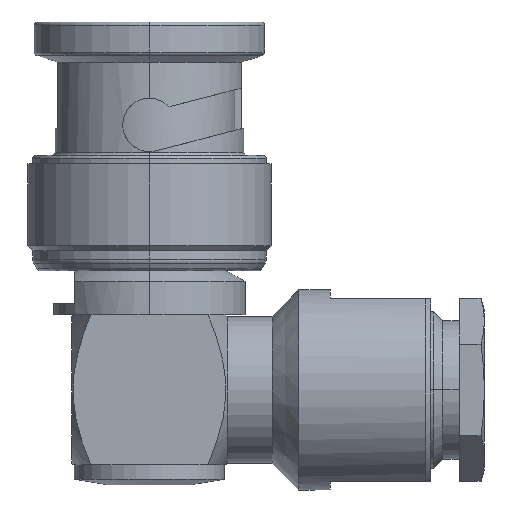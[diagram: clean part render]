
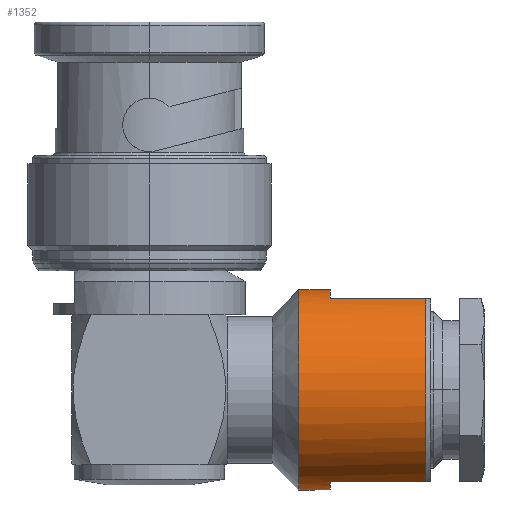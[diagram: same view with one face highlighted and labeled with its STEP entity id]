
A CAD part, left-side view. The second image highlights one B-rep face of the part: STEP entity #1352.
In plain terms, the highlighted cylindrical face has radius 6 mm (diameter 12 mm), a partial arc.
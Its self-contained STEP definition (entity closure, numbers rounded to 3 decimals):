
#131 = AXIS2_PLACEMENT_3D ( 'NONE', #16858, #8283, #18278 ) ;
#678 = CARTESIAN_POINT ( 'NONE',  ( 0., 5.35, -21.2 ) ) ;
#744 = DIRECTION ( 'NONE',  ( 0., 1., 0. ) ) ;
#1352 = ADVANCED_FACE ( 'NONE', ( #15836 ), #14280, .T. ) ;
#1415 = LINE ( 'NONE', #8388, #14146 ) ;
#2041 = ORIENTED_EDGE ( 'NONE', *, *, #14314, .F. ) ;
#2141 = ORIENTED_EDGE ( 'NONE', *, *, #10613, .F. ) ;
#2156 = CARTESIAN_POINT ( 'NONE',  ( -2.421, -10.85, -15.71 ) ) ;
#2996 = VERTEX_POINT ( 'NONE', #7194 ) ;
#3170 = VERTEX_POINT ( 'NONE', #8889 ) ;
#3434 = DIRECTION ( 'NONE',  ( 0., 0., 1. ) ) ;
#3538 = DIRECTION ( 'NONE',  ( 0., 1., 0. ) ) ;
#3650 = CIRCLE ( 'NONE', #6089, 6. ) ;
#4482 = DIRECTION ( 'NONE',  ( 0., 0., -1. ) ) ;
#4573 = EDGE_CURVE ( 'NONE', #6807, #2996, #1415, .T. ) ;
#4590 = LINE ( 'NONE', #8328, #7488 ) ;
#4669 = DIRECTION ( 'NONE',  ( 0., -1., 0. ) ) ;
#5344 = ORIENTED_EDGE ( 'NONE', *, *, #16718, .F. ) ;
#5785 = ORIENTED_EDGE ( 'NONE', *, *, #13878, .F. ) ;
#6089 = AXIS2_PLACEMENT_3D ( 'NONE', #11673, #10215, #4482 ) ;
#6539 = CARTESIAN_POINT ( 'NONE',  ( -2.421, -16.55, -26.69 ) ) ;
#6807 = VERTEX_POINT ( 'NONE', #8314 ) ;
#6910 = VECTOR ( 'NONE', #4669, 1000. ) ;
#7000 = CIRCLE ( 'NONE', #10675, 6. ) ;
#7194 = CARTESIAN_POINT ( 'NONE',  ( 0., -8.95, -15.2 ) ) ;
#7412 = CARTESIAN_POINT ( 'NONE',  ( -2.421, -10.85, -26.69 ) ) ;
#7488 = VECTOR ( 'NONE', #11208, 1000. ) ;
#7502 = VERTEX_POINT ( 'NONE', #2156 ) ;
#7572 = VERTEX_POINT ( 'NONE', #6539 ) ;
#7791 = ORIENTED_EDGE ( 'NONE', *, *, #15418, .T. ) ;
#8283 = DIRECTION ( 'NONE',  ( 0., -1., 0. ) ) ;
#8314 = CARTESIAN_POINT ( 'NONE',  ( 0., -10.85, -15.2 ) ) ;
#8328 = CARTESIAN_POINT ( 'NONE',  ( 0., 5.35, -27.2 ) ) ;
#8388 = CARTESIAN_POINT ( 'NONE',  ( 0., 5.35, -15.2 ) ) ;
#8521 = CARTESIAN_POINT ( 'NONE',  ( 0., -16.55, -21.2 ) ) ;
#8889 = CARTESIAN_POINT ( 'NONE',  ( -2.421, -10.85, -26.69 ) ) ;
#8943 = DIRECTION ( 'NONE',  ( 0., 0., 1. ) ) ;
#9986 = ORIENTED_EDGE ( 'NONE', *, *, #4573, .T. ) ;
#10215 = DIRECTION ( 'NONE',  ( 0., -1., 0. ) ) ;
#10534 = DIRECTION ( 'NONE',  ( 0., 0., 1. ) ) ;
#10613 = EDGE_CURVE ( 'NONE', #15550, #2996, #7000, .T. ) ;
#10675 = AXIS2_PLACEMENT_3D ( 'NONE', #14777, #3538, #10534 ) ;
#11133 = CARTESIAN_POINT ( 'NONE',  ( -2.421, -10.85, -15.71 ) ) ;
#11208 = DIRECTION ( 'NONE',  ( 0., 1., 0. ) ) ;
#11222 = EDGE_CURVE ( 'NONE', #7502, #17238, #15046, .T. ) ;
#11512 = ORIENTED_EDGE ( 'NONE', *, *, #11222, .F. ) ;
#11673 = CARTESIAN_POINT ( 'NONE',  ( 0., -10.85, -21.2 ) ) ;
#12002 = EDGE_CURVE ( 'NONE', #3170, #7572, #12277, .T. ) ;
#12277 = LINE ( 'NONE', #7412, #6910 ) ;
#12980 = VERTEX_POINT ( 'NONE', #14832 ) ;
#12985 = CARTESIAN_POINT ( 'NONE',  ( -2.421, -16.55, -15.71 ) ) ;
#13200 = DIRECTION ( 'NONE',  ( 0., 1., 0. ) ) ;
#13412 = EDGE_LOOP ( 'NONE', ( #5344, #5785, #14927, #7791, #11512, #2041, #9986, #2141 ) ) ;
#13878 = EDGE_CURVE ( 'NONE', #3170, #12980, #15752, .T. ) ;
#14146 = VECTOR ( 'NONE', #14855, 1000. ) ;
#14280 = CYLINDRICAL_SURFACE ( 'NONE', #16269, 6. ) ;
#14314 = EDGE_CURVE ( 'NONE', #6807, #7502, #3650, .T. ) ;
#14777 = CARTESIAN_POINT ( 'NONE',  ( 0., -8.95, -21.2 ) ) ;
#14832 = CARTESIAN_POINT ( 'NONE',  ( 0., -10.85, -27.2 ) ) ;
#14855 = DIRECTION ( 'NONE',  ( 0., 1., 0. ) ) ;
#14927 = ORIENTED_EDGE ( 'NONE', *, *, #12002, .T. ) ;
#15046 = LINE ( 'NONE', #11133, #15943 ) ;
#15418 = EDGE_CURVE ( 'NONE', #7572, #17238, #17632, .T. ) ;
#15550 = VERTEX_POINT ( 'NONE', #16262 ) ;
#15752 = CIRCLE ( 'NONE', #131, 6. ) ;
#15818 = DIRECTION ( 'NONE',  ( 0., -1., 0. ) ) ;
#15836 = FACE_OUTER_BOUND ( 'NONE', #13412, .T. ) ;
#15943 = VECTOR ( 'NONE', #15818, 1000. ) ;
#16262 = CARTESIAN_POINT ( 'NONE',  ( 0., -8.95, -27.2 ) ) ;
#16269 = AXIS2_PLACEMENT_3D ( 'NONE', #678, #744, #3434 ) ;
#16718 = EDGE_CURVE ( 'NONE', #12980, #15550, #4590, .T. ) ;
#16858 = CARTESIAN_POINT ( 'NONE',  ( 0., -10.85, -21.2 ) ) ;
#17238 = VERTEX_POINT ( 'NONE', #12985 ) ;
#17632 = CIRCLE ( 'NONE', #18103, 6. ) ;
#18103 = AXIS2_PLACEMENT_3D ( 'NONE', #8521, #13200, #8943 ) ;
#18278 = DIRECTION ( 'NONE',  ( 0., 0., -1. ) ) ;
